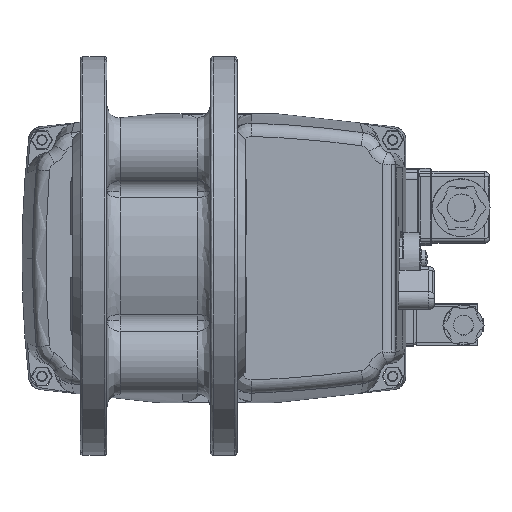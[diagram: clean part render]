
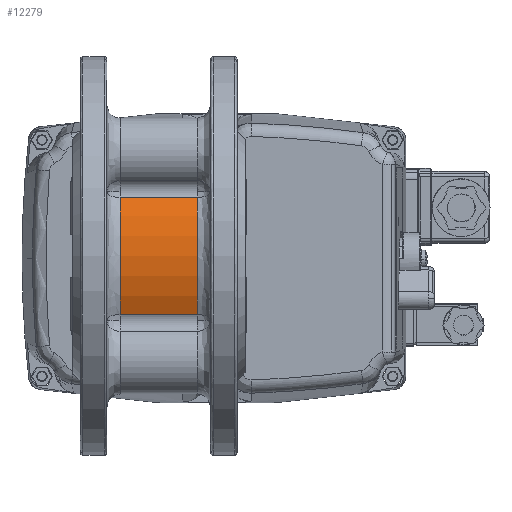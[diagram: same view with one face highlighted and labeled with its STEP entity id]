
A CAD part, front view. The second image highlights one B-rep face of the part: STEP entity #12279.
In plain terms, the highlighted cylindrical face has radius 50 mm (diameter 100 mm), a partial arc.
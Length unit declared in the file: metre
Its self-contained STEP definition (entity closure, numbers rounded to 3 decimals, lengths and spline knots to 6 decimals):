
#1454 = CARTESIAN_POINT ( 'NONE',  ( -0.047053, -0.038278, 0.131953 ) ) ;
#3225 = ORIENTED_EDGE ( 'NONE', *, *, #38135, .T. ) ;
#4409 = DIRECTION ( 'NONE',  ( 1., 0., 0. ) ) ;
#4672 = CARTESIAN_POINT ( 'NONE',  ( -0.018053, -0.038278, 0.176047 ) ) ;
#4968 = CIRCLE ( 'NONE', #86797, 0.05 ) ;
#5984 = VERTEX_POINT ( 'NONE', #1454 ) ;
#6210 = DIRECTION ( 'NONE',  ( 0., 0., -1. ) ) ;
#9686 = DIRECTION ( 'NONE',  ( -1., 0., 0. ) ) ;
#12279 = ADVANCED_FACE ( 'NONE', ( #16943 ), #63851, .T. ) ;
#12610 = AXIS2_PLACEMENT_3D ( 'NONE', #109593, #101586, #44980 ) ;
#16943 = FACE_OUTER_BOUND ( 'NONE', #34264, .T. ) ;
#17500 = ORIENTED_EDGE ( 'NONE', *, *, #21593, .T. ) ;
#19521 = DIRECTION ( 'NONE',  ( 0., 0., -1. ) ) ;
#19925 = LINE ( 'NONE', #57079, #61544 ) ;
#21593 = EDGE_CURVE ( 'NONE', #50293, #5984, #86242, .T. ) ;
#34264 = EDGE_LOOP ( 'NONE', ( #48540, #17500, #3225, #54881 ) ) ;
#38135 = EDGE_CURVE ( 'NONE', #5984, #82390, #19925, .T. ) ;
#44980 = DIRECTION ( 'NONE',  ( 0., 0., -1. ) ) ;
#46351 = CARTESIAN_POINT ( 'NONE',  ( -0.018053, 0.006599, 0.154 ) ) ;
#48540 = ORIENTED_EDGE ( 'NONE', *, *, #118071, .T. ) ;
#50293 = VERTEX_POINT ( 'NONE', #101813 ) ;
#54881 = ORIENTED_EDGE ( 'NONE', *, *, #74241, .T. ) ;
#57079 = CARTESIAN_POINT ( 'NONE',  ( -0.022803, -0.038278, 0.131953 ) ) ;
#61544 = VECTOR ( 'NONE', #94195, 1. ) ;
#63851 = CYLINDRICAL_SURFACE ( 'NONE', #12610, 0.05 ) ;
#71765 = VERTEX_POINT ( 'NONE', #4672 ) ;
#74241 = EDGE_CURVE ( 'NONE', #82390, #71765, #4968, .T. ) ;
#82390 = VERTEX_POINT ( 'NONE', #98030 ) ;
#84325 = AXIS2_PLACEMENT_3D ( 'NONE', #97087, #4409, #6210 ) ;
#86242 = CIRCLE ( 'NONE', #84325, 0.05 ) ;
#86797 = AXIS2_PLACEMENT_3D ( 'NONE', #46351, #9686, #19521 ) ;
#90588 = DIRECTION ( 'NONE',  ( -1., 0., 0. ) ) ;
#94195 = DIRECTION ( 'NONE',  ( 1., 0., 0. ) ) ;
#97087 = CARTESIAN_POINT ( 'NONE',  ( -0.047053, 0.006599, 0.154 ) ) ;
#98030 = CARTESIAN_POINT ( 'NONE',  ( -0.018053, -0.038278, 0.131953 ) ) ;
#99722 = CARTESIAN_POINT ( 'NONE',  ( -0.022803, -0.038278, 0.176047 ) ) ;
#99916 = VECTOR ( 'NONE', #90588, 1. ) ;
#100914 = LINE ( 'NONE', #99722, #99916 ) ;
#101586 = DIRECTION ( 'NONE',  ( 1., 0., 0. ) ) ;
#101813 = CARTESIAN_POINT ( 'NONE',  ( -0.047053, -0.038278, 0.176047 ) ) ;
#109593 = CARTESIAN_POINT ( 'NONE',  ( -0.022803, 0.006599, 0.154 ) ) ;
#118071 = EDGE_CURVE ( 'NONE', #71765, #50293, #100914, .T. ) ;
